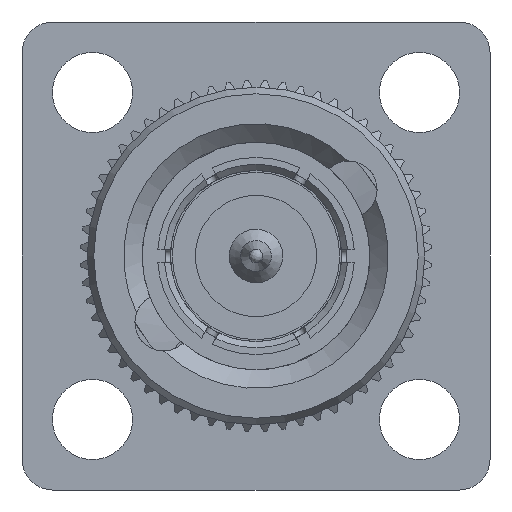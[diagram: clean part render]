
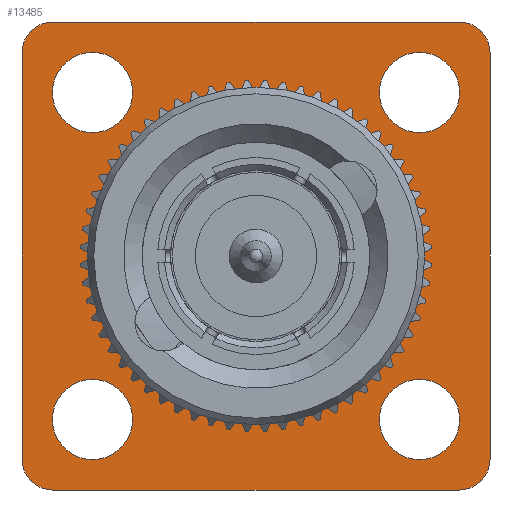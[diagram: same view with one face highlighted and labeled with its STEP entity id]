
A CAD part, left-side view. The second image highlights one B-rep face of the part: STEP entity #13485.
In plain terms, the highlighted planar face has unit normal (-1, 0, 0).
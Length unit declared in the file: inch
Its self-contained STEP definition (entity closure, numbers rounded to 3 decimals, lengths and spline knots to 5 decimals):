
#1 = AXIS2_PLACEMENT_3D ( 'NONE', #10375, #10666, #9568 ) ;
#34 = EDGE_CURVE ( 'NONE', #1844, #116, #14167, .T. ) ;
#104 = CARTESIAN_POINT ( 'NONE',  ( 0.77165, -0.38, -0.38 ) ) ;
#116 = VERTEX_POINT ( 'NONE', #3722 ) ;
#163 = CARTESIAN_POINT ( 'NONE',  ( 0.77165, 0.33, -0.38 ) ) ;
#214 = DIRECTION ( 'NONE',  ( -1., 0., 0. ) ) ;
#227 = FACE_BOUND ( 'NONE', #4364, .T. ) ;
#396 = DIRECTION ( 'NONE',  ( -1., 0., 0. ) ) ;
#460 = CARTESIAN_POINT ( 'NONE',  ( 0.77165, -0.33, 0.33 ) ) ;
#504 = LINE ( 'NONE', #642, #4516 ) ;
#618 = DIRECTION ( 'NONE',  ( -1., 0., 0. ) ) ;
#623 = ORIENTED_EDGE ( 'NONE', *, *, #3770, .T. ) ;
#642 = CARTESIAN_POINT ( 'NONE',  ( 0.77165, -0.38, 0.38 ) ) ;
#643 = VECTOR ( 'NONE', #12412, 39.37008 ) ;
#659 = EDGE_CURVE ( 'NONE', #8375, #5081, #1233, .T. ) ;
#750 = DIRECTION ( 'NONE',  ( 0., 0., 1. ) ) ;
#1008 = VECTOR ( 'NONE', #6650, 39.37008 ) ;
#1023 = CIRCLE ( 'NONE', #2879, 0.22234 ) ;
#1140 = DIRECTION ( 'NONE',  ( -1., 0., 0. ) ) ;
#1233 = CIRCLE ( 'NONE', #2163, 0.05 ) ;
#1264 = EDGE_CURVE ( 'NONE', #13290, #13290, #1023, .T. ) ;
#1350 = DIRECTION ( 'NONE',  ( 0., 0., -1. ) ) ;
#1413 = CARTESIAN_POINT ( 'NONE',  ( 0.77165, -0.38, -0.33 ) ) ;
#1452 = ORIENTED_EDGE ( 'NONE', *, *, #13829, .T. ) ;
#1645 = VERTEX_POINT ( 'NONE', #4816 ) ;
#1656 = EDGE_CURVE ( 'NONE', #13361, #13361, #3336, .T. ) ;
#1844 = VERTEX_POINT ( 'NONE', #3869 ) ;
#2163 = AXIS2_PLACEMENT_3D ( 'NONE', #460, #4809, #9505 ) ;
#2687 = DIRECTION ( 'NONE',  ( 0., 0., 1. ) ) ;
#2745 = ORIENTED_EDGE ( 'NONE', *, *, #659, .T. ) ;
#2828 = FACE_BOUND ( 'NONE', #10043, .T. ) ;
#2879 = AXIS2_PLACEMENT_3D ( 'NONE', #7143, #3815, #1350 ) ;
#3336 = CIRCLE ( 'NONE', #10049, 0.065 ) ;
#3508 = LINE ( 'NONE', #7931, #643 ) ;
#3688 = FACE_OUTER_BOUND ( 'NONE', #8674, .T. ) ;
#3722 = CARTESIAN_POINT ( 'NONE',  ( 0.77165, 0.38, 0.33 ) ) ;
#3727 = VERTEX_POINT ( 'NONE', #6980 ) ;
#3770 = EDGE_CURVE ( 'NONE', #116, #1645, #4340, .T. ) ;
#3815 = DIRECTION ( 'NONE',  ( 1., 0., 0. ) ) ;
#3869 = CARTESIAN_POINT ( 'NONE',  ( 0.77165, 0.33, 0.38 ) ) ;
#3872 = DIRECTION ( 'NONE',  ( 0., 0., 1. ) ) ;
#3934 = ORIENTED_EDGE ( 'NONE', *, *, #34, .T. ) ;
#4112 = EDGE_CURVE ( 'NONE', #13459, #7894, #3508, .T. ) ;
#4260 = CARTESIAN_POINT ( 'NONE',  ( 0.77165, -0.2655, -0.2655 ) ) ;
#4340 = LINE ( 'NONE', #8822, #1008 ) ;
#4364 = EDGE_LOOP ( 'NONE', ( #5400 ) ) ;
#4516 = VECTOR ( 'NONE', #6150, 39.37008 ) ;
#4615 = EDGE_LOOP ( 'NONE', ( #11150 ) ) ;
#4809 = DIRECTION ( 'NONE',  ( -1., 0., 0. ) ) ;
#4816 = CARTESIAN_POINT ( 'NONE',  ( 0.77165, 0.38, -0.33 ) ) ;
#4875 = CARTESIAN_POINT ( 'NONE',  ( 0.77165, 0.2655, 0.2655 ) ) ;
#5045 = CARTESIAN_POINT ( 'NONE',  ( 0.77165, -0.2655, -0.2005 ) ) ;
#5081 = VERTEX_POINT ( 'NONE', #12016 ) ;
#5102 = ORIENTED_EDGE ( 'NONE', *, *, #8556, .T. ) ;
#5165 = AXIS2_PLACEMENT_3D ( 'NONE', #8146, #618, #3872 ) ;
#5217 = CIRCLE ( 'NONE', #7049, 0.05 ) ;
#5400 = ORIENTED_EDGE ( 'NONE', *, *, #12134, .F. ) ;
#5503 = VERTEX_POINT ( 'NONE', #1413 ) ;
#5904 = VERTEX_POINT ( 'NONE', #11625 ) ;
#6150 = DIRECTION ( 'NONE',  ( 0., 1., 0. ) ) ;
#6198 = ORIENTED_EDGE ( 'NONE', *, *, #12077, .F. ) ;
#6505 = ORIENTED_EDGE ( 'NONE', *, *, #6855, .T. ) ;
#6650 = DIRECTION ( 'NONE',  ( 0., 0., -1. ) ) ;
#6855 = EDGE_CURVE ( 'NONE', #5081, #1844, #504, .T. ) ;
#6882 = ORIENTED_EDGE ( 'NONE', *, *, #1264, .T. ) ;
#6954 = EDGE_CURVE ( 'NONE', #1645, #13459, #5217, .T. ) ;
#6980 = CARTESIAN_POINT ( 'NONE',  ( 0.77165, -0.2655, 0.3305 ) ) ;
#7049 = AXIS2_PLACEMENT_3D ( 'NONE', #12760, #9445, #750 ) ;
#7143 = CARTESIAN_POINT ( 'NONE',  ( 0.77165, 0., 0. ) ) ;
#7516 = EDGE_CURVE ( 'NONE', #11484, #11484, #10267, .T. ) ;
#7652 = EDGE_LOOP ( 'NONE', ( #6198 ) ) ;
#7836 = DIRECTION ( 'NONE',  ( 0., 0., 1. ) ) ;
#7884 = CIRCLE ( 'NONE', #11592, 0.05 ) ;
#7894 = VERTEX_POINT ( 'NONE', #11707 ) ;
#7931 = CARTESIAN_POINT ( 'NONE',  ( 0.77165, -0.38, -0.38 ) ) ;
#8052 = LINE ( 'NONE', #104, #14241 ) ;
#8146 = CARTESIAN_POINT ( 'NONE',  ( 0.77165, 0.33, 0.33 ) ) ;
#8274 = DIRECTION ( 'NONE',  ( 0., 0., 1. ) ) ;
#8375 = VERTEX_POINT ( 'NONE', #11971 ) ;
#8426 = AXIS2_PLACEMENT_3D ( 'NONE', #4260, #1140, #10999 ) ;
#8556 = EDGE_CURVE ( 'NONE', #5503, #8375, #8052, .T. ) ;
#8674 = EDGE_LOOP ( 'NONE', ( #5102, #2745, #6505, #3934, #623, #10310, #10485, #1452 ) ) ;
#8822 = CARTESIAN_POINT ( 'NONE',  ( 0.77165, 0.38, -0.38 ) ) ;
#8982 = FACE_BOUND ( 'NONE', #4615, .T. ) ;
#9229 = DIRECTION ( 'NONE',  ( 0., 0., 1. ) ) ;
#9271 = CARTESIAN_POINT ( 'NONE',  ( 0.77165, 0.22234, 0. ) ) ;
#9445 = DIRECTION ( 'NONE',  ( -1., 0., 0. ) ) ;
#9505 = DIRECTION ( 'NONE',  ( 0., 0., 1. ) ) ;
#9568 = DIRECTION ( 'NONE',  ( 0., 0., 1. ) ) ;
#9929 = CIRCLE ( 'NONE', #10872, 0.065 ) ;
#10043 = EDGE_LOOP ( 'NONE', ( #13312 ) ) ;
#10049 = AXIS2_PLACEMENT_3D ( 'NONE', #11400, #396, #9229 ) ;
#10267 = CIRCLE ( 'NONE', #8426, 0.065 ) ;
#10310 = ORIENTED_EDGE ( 'NONE', *, *, #6954, .T. ) ;
#10357 = FACE_BOUND ( 'NONE', #7652, .T. ) ;
#10375 = CARTESIAN_POINT ( 'NONE',  ( 0.77165, -0.2655, 0.2655 ) ) ;
#10398 = CIRCLE ( 'NONE', #1, 0.065 ) ;
#10485 = ORIENTED_EDGE ( 'NONE', *, *, #4112, .T. ) ;
#10666 = DIRECTION ( 'NONE',  ( -1., 0., 0. ) ) ;
#10872 = AXIS2_PLACEMENT_3D ( 'NONE', #4875, #11678, #8274 ) ;
#10999 = DIRECTION ( 'NONE',  ( 0., 0., 1. ) ) ;
#11060 = CARTESIAN_POINT ( 'NONE',  ( 0.77165, 0., -0.22234 ) ) ;
#11145 = CARTESIAN_POINT ( 'NONE',  ( 0.77165, -0.33, -0.33 ) ) ;
#11150 = ORIENTED_EDGE ( 'NONE', *, *, #7516, .F. ) ;
#11400 = CARTESIAN_POINT ( 'NONE',  ( 0.77165, 0.2655, -0.2655 ) ) ;
#11484 = VERTEX_POINT ( 'NONE', #5045 ) ;
#11592 = AXIS2_PLACEMENT_3D ( 'NONE', #11145, #214, #13441 ) ;
#11625 = CARTESIAN_POINT ( 'NONE',  ( 0.77165, 0.2655, 0.3305 ) ) ;
#11678 = DIRECTION ( 'NONE',  ( -1., 0., 0. ) ) ;
#11707 = CARTESIAN_POINT ( 'NONE',  ( 0.77165, -0.33, -0.38 ) ) ;
#11805 = AXIS2_PLACEMENT_3D ( 'NONE', #9271, #12671, #2687 ) ;
#11971 = CARTESIAN_POINT ( 'NONE',  ( 0.77165, -0.38, 0.33 ) ) ;
#12016 = CARTESIAN_POINT ( 'NONE',  ( 0.77165, -0.33, 0.38 ) ) ;
#12077 = EDGE_CURVE ( 'NONE', #5904, #5904, #9929, .T. ) ;
#12134 = EDGE_CURVE ( 'NONE', #3727, #3727, #10398, .T. ) ;
#12412 = DIRECTION ( 'NONE',  ( 0., -1., 0. ) ) ;
#12413 = CARTESIAN_POINT ( 'NONE',  ( 0.77165, 0.2655, -0.2005 ) ) ;
#12643 = EDGE_LOOP ( 'NONE', ( #6882 ) ) ;
#12671 = DIRECTION ( 'NONE',  ( -1., 0., 0. ) ) ;
#12760 = CARTESIAN_POINT ( 'NONE',  ( 0.77165, 0.33, -0.33 ) ) ;
#12809 = FACE_BOUND ( 'NONE', #12643, .T. ) ;
#13290 = VERTEX_POINT ( 'NONE', #11060 ) ;
#13312 = ORIENTED_EDGE ( 'NONE', *, *, #1656, .F. ) ;
#13361 = VERTEX_POINT ( 'NONE', #12413 ) ;
#13441 = DIRECTION ( 'NONE',  ( 0., 0., 1. ) ) ;
#13459 = VERTEX_POINT ( 'NONE', #163 ) ;
#13485 = ADVANCED_FACE ( 'NONE', ( #3688, #8982, #227, #10357, #2828, #12809 ), #13969, .T. ) ;
#13829 = EDGE_CURVE ( 'NONE', #7894, #5503, #7884, .T. ) ;
#13969 = PLANE ( 'NONE',  #11805 ) ;
#14167 = CIRCLE ( 'NONE', #5165, 0.05 ) ;
#14241 = VECTOR ( 'NONE', #7836, 39.37008 ) ;
